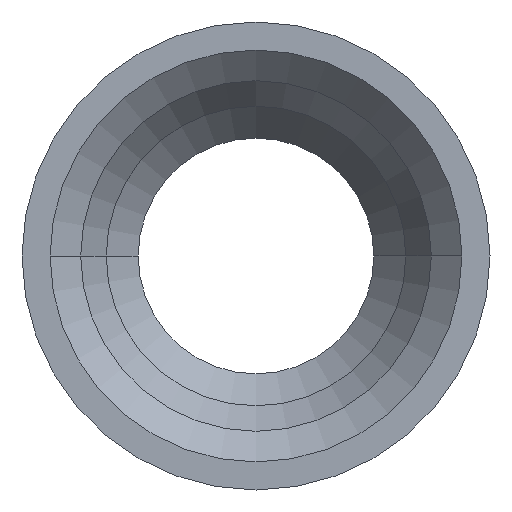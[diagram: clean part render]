
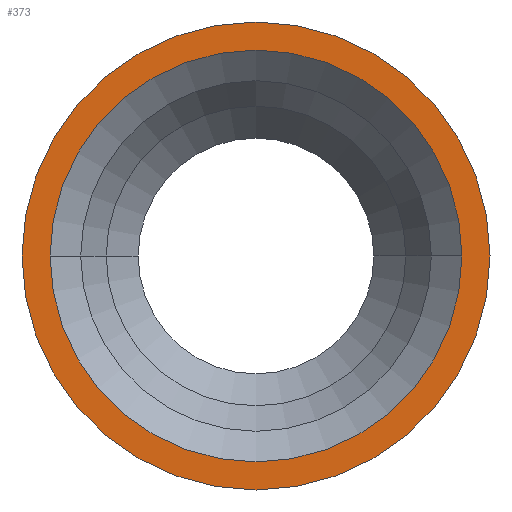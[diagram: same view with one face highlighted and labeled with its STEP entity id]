
A CAD part, left-side view. The second image highlights one B-rep face of the part: STEP entity #373.
In plain terms, the highlighted planar face has unit normal (-1, 0, 0).
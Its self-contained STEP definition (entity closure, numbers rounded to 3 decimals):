
#181 = VERTEX_POINT( '', #445 );
#195 = VERTEX_POINT( '', #459 );
#257 = EDGE_CURVE( '', #331, #195, #531, .T. );
#271 = EDGE_CURVE( '', #181, #357, #546, .T. );
#309 = EDGE_CURVE( '', #357, #181, #586, .T. );
#315 = EDGE_CURVE( '', #195, #331, #594, .T. );
#331 = VERTEX_POINT( '', #611 );
#357 = VERTEX_POINT( '', #640 );
#373 = ADVANCED_FACE( '', ( #660, #661 ), #662, .T. );
#445 = CARTESIAN_POINT( '', ( 0., -48.4, 0. ) );
#459 = CARTESIAN_POINT( '', ( 0., 55., 0. ) );
#531 = CIRCLE( '', #855, 55. );
#546 = CIRCLE( '', #875, 48.4 );
#586 = CIRCLE( '', #935, 48.4 );
#594 = CIRCLE( '', #944, 55. );
#611 = CARTESIAN_POINT( '', ( 0., -55., 0. ) );
#640 = CARTESIAN_POINT( '', ( 0., 48.4, 0. ) );
#660 = FACE_BOUND( '', #1026, .T. );
#661 = FACE_OUTER_BOUND( '', #1027, .T. );
#662 = PLANE( '', #1028 );
#855 = AXIS2_PLACEMENT_3D( '', #1210, #1211, #1212 );
#875 = AXIS2_PLACEMENT_3D( '', #1228, #1229, #1230 );
#935 = AXIS2_PLACEMENT_3D( '', #1269, #1270, #1271 );
#944 = AXIS2_PLACEMENT_3D( '', #1288, #1289, #1290 );
#1026 = EDGE_LOOP( '', ( #1379, #1380 ) );
#1027 = EDGE_LOOP( '', ( #1381, #1382 ) );
#1028 = AXIS2_PLACEMENT_3D( '', #1383, #1384, #1385 );
#1210 = CARTESIAN_POINT( '', ( 0., 0., 0. ) );
#1211 = DIRECTION( '', ( -1., 0., 0. ) );
#1212 = DIRECTION( '', ( 0., 1., 0. ) );
#1228 = CARTESIAN_POINT( '', ( 0., 0., 0. ) );
#1229 = DIRECTION( '', ( -1., 0., 0. ) );
#1230 = DIRECTION( '', ( 0., 1., 0. ) );
#1269 = CARTESIAN_POINT( '', ( 0., 0., 0. ) );
#1270 = DIRECTION( '', ( -1., 0., 0. ) );
#1271 = DIRECTION( '', ( 0., 1., 0. ) );
#1288 = CARTESIAN_POINT( '', ( 0., 0., 0. ) );
#1289 = DIRECTION( '', ( -1., 0., 0. ) );
#1290 = DIRECTION( '', ( 0., 1., 0. ) );
#1379 = ORIENTED_EDGE( '', *, *, #309, .F. );
#1380 = ORIENTED_EDGE( '', *, *, #271, .F. );
#1381 = ORIENTED_EDGE( '', *, *, #315, .T. );
#1382 = ORIENTED_EDGE( '', *, *, #257, .T. );
#1383 = CARTESIAN_POINT( '', ( 0., 51.7, 0. ) );
#1384 = DIRECTION( '', ( -1., 0., 0. ) );
#1385 = DIRECTION( '', ( 0., 1., 0. ) );
